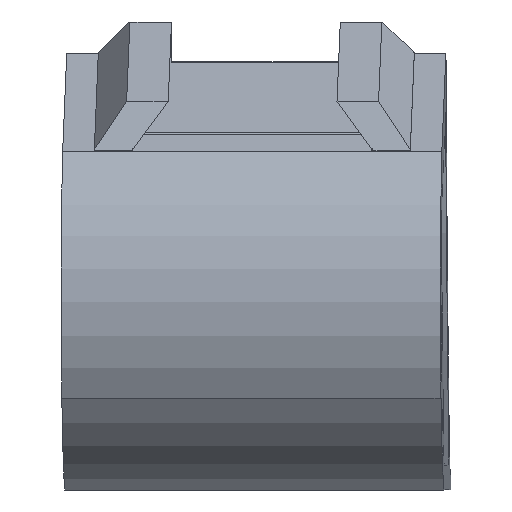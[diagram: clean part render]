
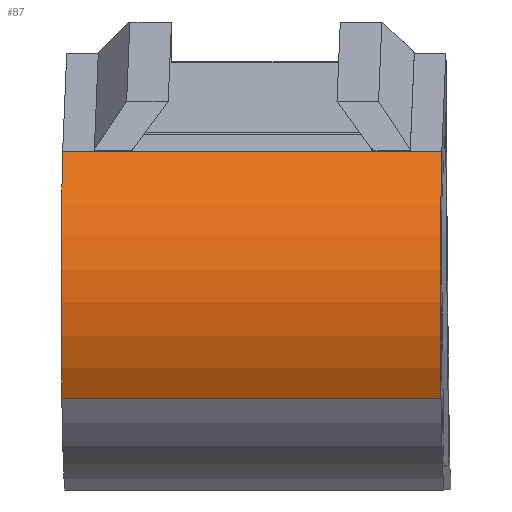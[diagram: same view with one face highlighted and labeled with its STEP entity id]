
A CAD part, left-side view. The second image highlights one B-rep face of the part: STEP entity #87.
In plain terms, the highlighted cylindrical face has radius 24.213 mm (diameter 48.427 mm), a partial arc.
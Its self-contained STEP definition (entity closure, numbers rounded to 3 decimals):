
#87 = ADVANCED_FACE ( 'NONE', ( #788 ), #1643, .T. ) ;
#151 = DIRECTION ( 'NONE',  ( 0.024, 1., 0. ) ) ;
#204 = ORIENTED_EDGE ( 'NONE', *, *, #1187, .T. ) ;
#358 = EDGE_CURVE ( 'NONE', #1076, #1005, #376, .T. ) ;
#376 = CIRCLE ( 'NONE', #2115, 24.213 ) ;
#556 = DIRECTION ( 'NONE',  ( 0.862, -0.021, 0.506 ) ) ;
#557 = LINE ( 'NONE', #2630, #1928 ) ;
#682 = DIRECTION ( 'NONE',  ( 0.862, -0.021, 0.506 ) ) ;
#711 = EDGE_CURVE ( 'NONE', #1076, #2582, #557, .T. ) ;
#762 = DIRECTION ( 'NONE',  ( 0.024, 1., 0. ) ) ;
#788 = FACE_OUTER_BOUND ( 'NONE', #1297, .T. ) ;
#839 = ORIENTED_EDGE ( 'NONE', *, *, #2539, .F. ) ;
#895 = CARTESIAN_POINT ( 'NONE',  ( -198.968, -25.922, 40.689 ) ) ;
#951 = CARTESIAN_POINT ( 'NONE',  ( -203.005, -25.824, 11.048 ) ) ;
#979 = AXIS2_PLACEMENT_3D ( 'NONE', #1813, #762, #556 ) ;
#1005 = VERTEX_POINT ( 'NONE', #895 ) ;
#1037 = ORIENTED_EDGE ( 'NONE', *, *, #358, .T. ) ;
#1050 = CARTESIAN_POINT ( 'NONE',  ( -197.86, 19.665, 40.689 ) ) ;
#1051 = ORIENTED_EDGE ( 'NONE', *, *, #711, .F. ) ;
#1076 = VERTEX_POINT ( 'NONE', #951 ) ;
#1187 = EDGE_CURVE ( 'NONE', #1005, #2198, #2054, .T. ) ;
#1239 = DIRECTION ( 'NONE',  ( 0.024, 1., 0. ) ) ;
#1297 = EDGE_LOOP ( 'NONE', ( #1051, #1037, #204, #839 ) ) ;
#1463 = CARTESIAN_POINT ( 'NONE',  ( -182.125, -26.331, 23.299 ) ) ;
#1643 = CYLINDRICAL_SURFACE ( 'NONE', #1959, 24.213 ) ;
#1813 = CARTESIAN_POINT ( 'NONE',  ( -181.017, 19.255, 23.299 ) ) ;
#1853 = CARTESIAN_POINT ( 'NONE',  ( -182.125, -26.331, 23.299 ) ) ;
#1928 = VECTOR ( 'NONE', #151, 1000. ) ;
#1959 = AXIS2_PLACEMENT_3D ( 'NONE', #1463, #2283, #2464 ) ;
#2054 = LINE ( 'NONE', #2266, #2626 ) ;
#2115 = AXIS2_PLACEMENT_3D ( 'NONE', #1853, #2683, #682 ) ;
#2198 = VERTEX_POINT ( 'NONE', #1050 ) ;
#2266 = CARTESIAN_POINT ( 'NONE',  ( -198.968, -25.922, 40.689 ) ) ;
#2283 = DIRECTION ( 'NONE',  ( 0.024, 1., 0. ) ) ;
#2297 = CARTESIAN_POINT ( 'NONE',  ( -201.896, 19.763, 11.048 ) ) ;
#2419 = CIRCLE ( 'NONE', #979, 24.213 ) ;
#2464 = DIRECTION ( 'NONE',  ( -0.862, 0.021, -0.506 ) ) ;
#2539 = EDGE_CURVE ( 'NONE', #2582, #2198, #2419, .T. ) ;
#2582 = VERTEX_POINT ( 'NONE', #2297 ) ;
#2626 = VECTOR ( 'NONE', #1239, 1000. ) ;
#2630 = CARTESIAN_POINT ( 'NONE',  ( -203.005, -25.824, 11.048 ) ) ;
#2683 = DIRECTION ( 'NONE',  ( 0.024, 1., 0. ) ) ;
